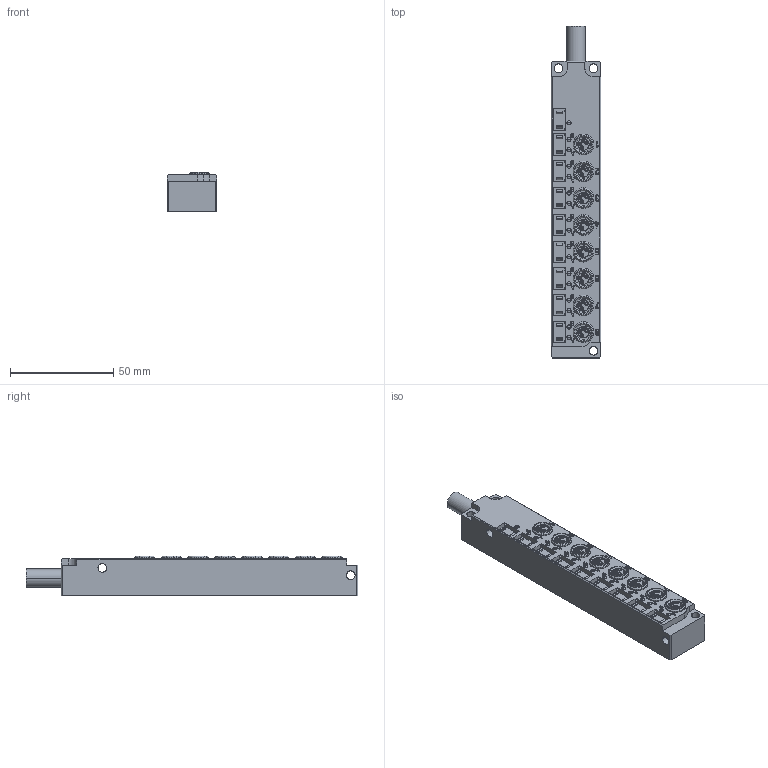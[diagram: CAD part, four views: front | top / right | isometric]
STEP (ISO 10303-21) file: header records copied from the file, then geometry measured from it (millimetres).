
FILE_DESCRIPTION(('CATIA V5 STEP Exchange','CAx-IF Rec.Pracs.--- Model Styling and Organization---1.4--- 2014-01-23'),'2;1');
FILE_NAME ('023035-2_2_1828610000_1828610000.stp','2023-06-06T05:49:02+00:00',('none'),('Weidmueller'),'CATIA Version 5-6 Release 2016 SP3 HF44','CATIA V5 STEP AP214','none');
FILE_SCHEMA(('AUTOMOTIVE_DESIGN { 1 0 10303 214 1 1 1 1 }'));
Products named in the file (1): 1828610000
Bounding box: 24 x 161 x 19.2 mm (x, y, z)
Volume: 60333.9 mm3; surface area: 18528.4 mm2
Topology: 33 solids, 35 shells, 1689 faces, 4523 edges, 3002 vertices
Faces by surface type: plane 809, cylinder 302, bspline 284, cone 196, torus 64, sphere 34
Entity records: 55704 total; most frequent: CARTESIAN_POINT 17871, ORIENTED_EDGE 9038, DIRECTION 5421, EDGE_CURVE 4519, VERTEX_POINT 3002, AXIS2_PLACEMENT_3D 2153, VECTOR 1943, LINE 1943
